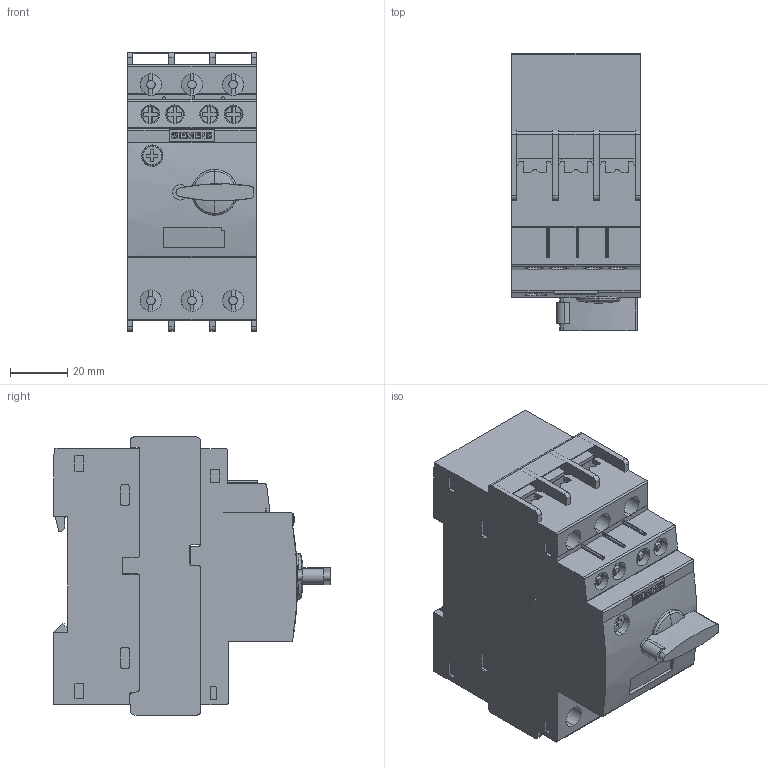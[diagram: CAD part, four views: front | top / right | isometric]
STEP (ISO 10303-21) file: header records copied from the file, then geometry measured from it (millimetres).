
FILE_DESCRIPTION(('no description'),'unknown implementation level');
FILE_NAME('3RV2011-0AA15_3D_v.stp',' ',('SIEMENS A&D'),('CADClick - KiM GmbH - www.kimweb.de'),'unknown preprocess','ACIS','unknown authorization');
FILE_SCHEMA(('automotive_design'));
Length unit declared in the file: millimetre
Products named in the file (1): 1
Bounding box: 45 x 96.9 x 97.4 mm (x, y, z)
Volume: 275406.9 mm3; surface area: 46787.5 mm2
Topology: 1 solids, 1 shells, 813 faces, 2453 edges, 1616 vertices
Faces by surface type: plane 537, cylinder 222, cone 28, torus 26
Entity records: 56611 total; most frequent: CARTESIAN_POINT 7323, ORIENTED_EDGE 4906, STYLED_ITEM 4883, PRESENTATION_STYLE_ASSIGNMENT 4883, COLOUR_RGB 4883, DIRECTION 4532, EDGE_CURVE 2453, CURVE_STYLE 2453
